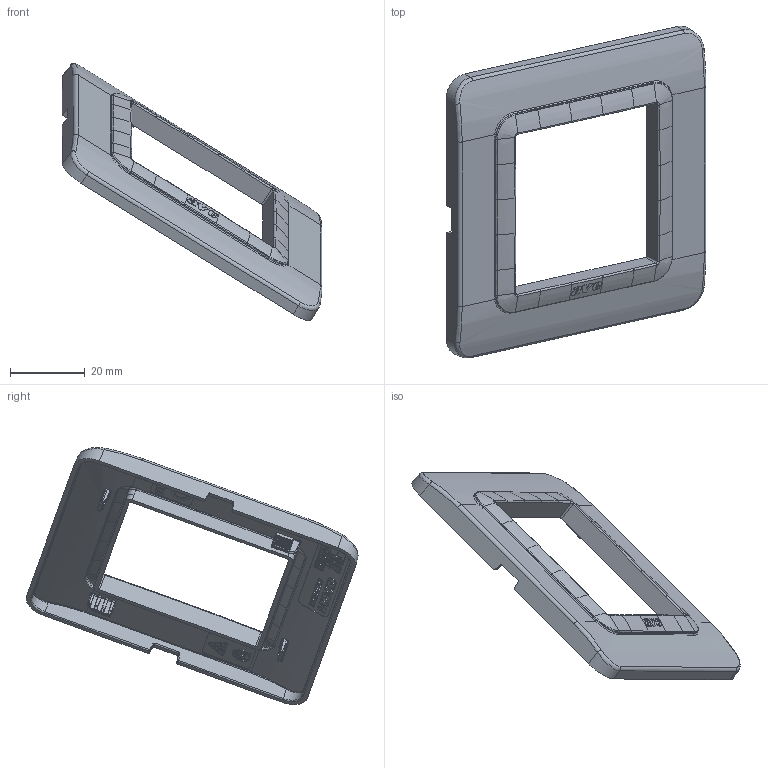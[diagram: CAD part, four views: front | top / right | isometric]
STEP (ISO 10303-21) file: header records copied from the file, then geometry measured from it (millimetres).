
FILE_DESCRIPTION(('CATIA V5 STEP Exchange'),'2;1');
FILE_NAME('44P32@.stp','2023-09-25T07:22:18+00:00',('none'),('none'),'CATIA Version 5-6 Release 2016 SP6','CATIA V5 STEP AP203','none');
FILE_SCHEMA(('CONFIG_CONTROL_DESIGN'));
Length unit declared in the file: millimetre
Products named in the file (1): 44P32@
Assembly tree (2 placements, depth 2):
  44P32@
    #57
    #101
Bounding box: 69.56 x 88.85 x 68.8 mm (x, y, z)
Volume: 9046 mm3; surface area: 13288.8 mm2
Topology: 1 solids, 1 shells, 2304 faces, 6110 edges, 3814 vertices
Faces by surface type: plane 1324, cylinder 538, bspline 362, extrusion 38, torus 24, cone 12, revolution 6
Entity records: 88351 total; most frequent: CARTESIAN_POINT 40080, ORIENTED_EDGE 12056, DIRECTION 6366, EDGE_CURVE 6028, VERTEX_POINT 3810, B_SPLINE_CURVE_WITH_KNOTS 3022, VECTOR 2584, LINE 2546
